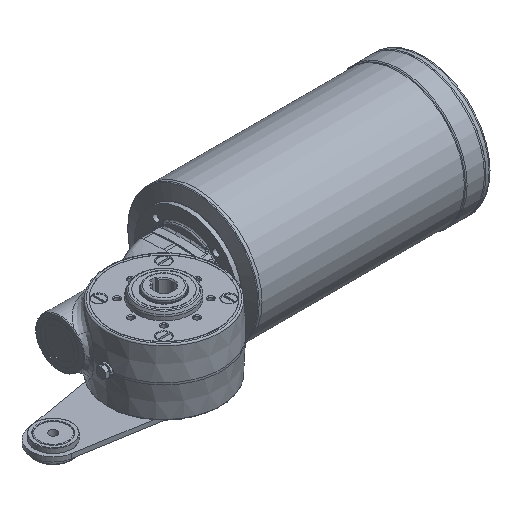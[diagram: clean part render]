
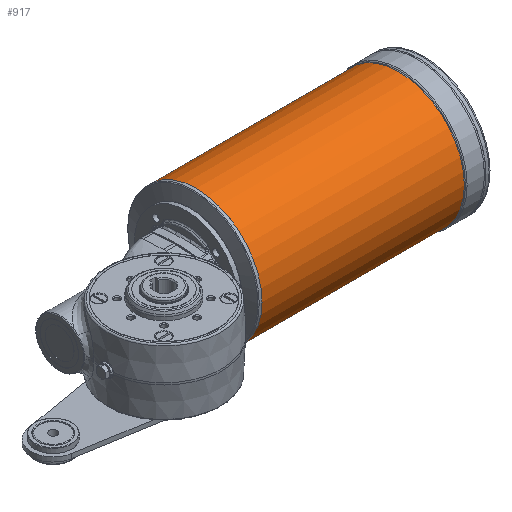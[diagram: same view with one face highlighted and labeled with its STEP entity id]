
A CAD part, isometric view. The second image highlights one B-rep face of the part: STEP entity #917.
In plain terms, the highlighted cylindrical face has radius 89 mm (diameter 178 mm), a full revolution.
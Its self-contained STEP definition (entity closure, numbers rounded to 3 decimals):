
#917 = ADVANCED_FACE( '', ( #2420, #2421 ), #2422, .T. );
#2420 = FACE_OUTER_BOUND( '', #6163, .T. );
#2421 = FACE_OUTER_BOUND( '', #6164, .T. );
#2422 = CYLINDRICAL_SURFACE( '', #6165, 89. );
#6163 = EDGE_LOOP( '', ( #17332 ) );
#6164 = EDGE_LOOP( '', ( #17333 ) );
#6165 = AXIS2_PLACEMENT_3D( '', #17334, #17335, #17336 );
#17332 = ORIENTED_EDGE( '', *, *, #21712, .T. );
#17333 = ORIENTED_EDGE( '', *, *, #21713, .T. );
#17334 = CARTESIAN_POINT( '', ( 267.168, 63., 0. ) );
#17335 = DIRECTION( '', ( -1., 0., 0. ) );
#17336 = DIRECTION( '', ( 0., 1., 0. ) );
#21712 = EDGE_CURVE( '', #23964, #23964, #23965, .F. );
#21713 = EDGE_CURVE( '', #23966, #23966, #23967, .T. );
#23964 = VERTEX_POINT( '', #28685 );
#23965 = CIRCLE( '', #28686, 89. );
#23966 = VERTEX_POINT( '', #28687 );
#23967 = CIRCLE( '', #28688, 89. );
#28685 = CARTESIAN_POINT( '', ( 381.209, 152., 0. ) );
#28686 = AXIS2_PLACEMENT_3D( '', #34294, #34295, #34296 );
#28687 = CARTESIAN_POINT( '', ( 107., 152., 0. ) );
#28688 = AXIS2_PLACEMENT_3D( '', #34297, #34298, #34299 );
#34294 = CARTESIAN_POINT( '', ( 381.209, 63., 0. ) );
#34295 = DIRECTION( '', ( 1., 0., 0. ) );
#34296 = DIRECTION( '', ( 0., 1., 0. ) );
#34297 = CARTESIAN_POINT( '', ( 107., 63., 0. ) );
#34298 = DIRECTION( '', ( 1., 0., 0. ) );
#34299 = DIRECTION( '', ( 0., 1., 0. ) );
